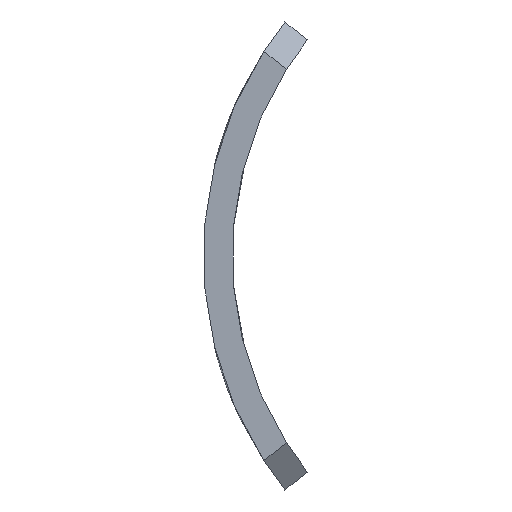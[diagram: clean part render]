
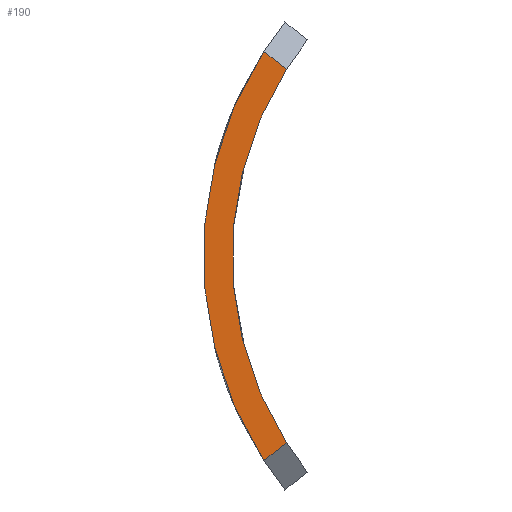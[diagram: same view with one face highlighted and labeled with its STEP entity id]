
A CAD part, left-side view. The second image highlights one B-rep face of the part: STEP entity #190.
In plain terms, the highlighted planar face has unit normal (-1, 0, 0).
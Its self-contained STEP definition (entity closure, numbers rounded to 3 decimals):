
#2 = PLANE ( 'NONE',  #403 ) ;
#39 = CARTESIAN_POINT ( 'NONE',  ( 0., 22.047, 14.283 ) ) ;
#52 = AXIS2_PLACEMENT_3D ( 'NONE', #416, #531, #150 ) ;
#73 = EDGE_LOOP ( 'NONE', ( #483, #389, #514, #227 ) ) ;
#130 = VERTEX_POINT ( 'NONE', #492 ) ;
#150 = DIRECTION ( 'NONE',  ( 0., 0., -1. ) ) ;
#177 = CARTESIAN_POINT ( 'NONE',  ( 0., 0., 0. ) ) ;
#190 = ADVANCED_FACE ( 'NONE', ( #515 ), #2, .F. ) ;
#199 = CARTESIAN_POINT ( 'NONE',  ( 0., 20.378, -12.96 ) ) ;
#227 = ORIENTED_EDGE ( 'NONE', *, *, #704, .T. ) ;
#242 = VERTEX_POINT ( 'NONE', #376 ) ;
#254 = VECTOR ( 'NONE', #607, 1000. ) ;
#261 = EDGE_CURVE ( 'NONE', #410, #242, #597, .T. ) ;
#283 = EDGE_CURVE ( 'NONE', #130, #410, #718, .T. ) ;
#331 = CARTESIAN_POINT ( 'NONE',  ( 0., 0., 0. ) ) ;
#376 = CARTESIAN_POINT ( 'NONE',  ( 0., 20.378, 12.96 ) ) ;
#389 = ORIENTED_EDGE ( 'NONE', *, *, #283, .T. ) ;
#398 = DIRECTION ( 'NONE',  ( 0., 0., -1. ) ) ;
#403 = AXIS2_PLACEMENT_3D ( 'NONE', #177, #451, #398 ) ;
#410 = VERTEX_POINT ( 'NONE', #199 ) ;
#416 = CARTESIAN_POINT ( 'NONE',  ( 0., 0., 0. ) ) ;
#425 = CIRCLE ( 'NONE', #52, 26.15 ) ;
#451 = DIRECTION ( 'NONE',  ( 1., 0., 0. ) ) ;
#465 = VERTEX_POINT ( 'NONE', #588 ) ;
#467 = AXIS2_PLACEMENT_3D ( 'NONE', #331, #604, #506 ) ;
#472 = EDGE_CURVE ( 'NONE', #130, #465, #425, .T. ) ;
#483 = ORIENTED_EDGE ( 'NONE', *, *, #472, .F. ) ;
#492 = CARTESIAN_POINT ( 'NONE',  ( 0., 21.953, -14.209 ) ) ;
#506 = DIRECTION ( 'NONE',  ( 0., 0., -1. ) ) ;
#514 = ORIENTED_EDGE ( 'NONE', *, *, #261, .T. ) ;
#515 = FACE_OUTER_BOUND ( 'NONE', #73, .T. ) ;
#531 = DIRECTION ( 'NONE',  ( 1., 0., 0. ) ) ;
#547 = DIRECTION ( 'NONE',  ( 0., 0.784, 0.621 ) ) ;
#555 = LINE ( 'NONE', #39, #613 ) ;
#588 = CARTESIAN_POINT ( 'NONE',  ( 0., 21.953, 14.209 ) ) ;
#597 = CIRCLE ( 'NONE', #467, 24.15 ) ;
#604 = DIRECTION ( 'NONE',  ( 1., 0., 0. ) ) ;
#607 = DIRECTION ( 'NONE',  ( 0., -0.784, 0.621 ) ) ;
#611 = CARTESIAN_POINT ( 'NONE',  ( 0., 1.553, 1.959 ) ) ;
#613 = VECTOR ( 'NONE', #547, 1000. ) ;
#704 = EDGE_CURVE ( 'NONE', #242, #465, #555, .T. ) ;
#718 = LINE ( 'NONE', #611, #254 ) ;
